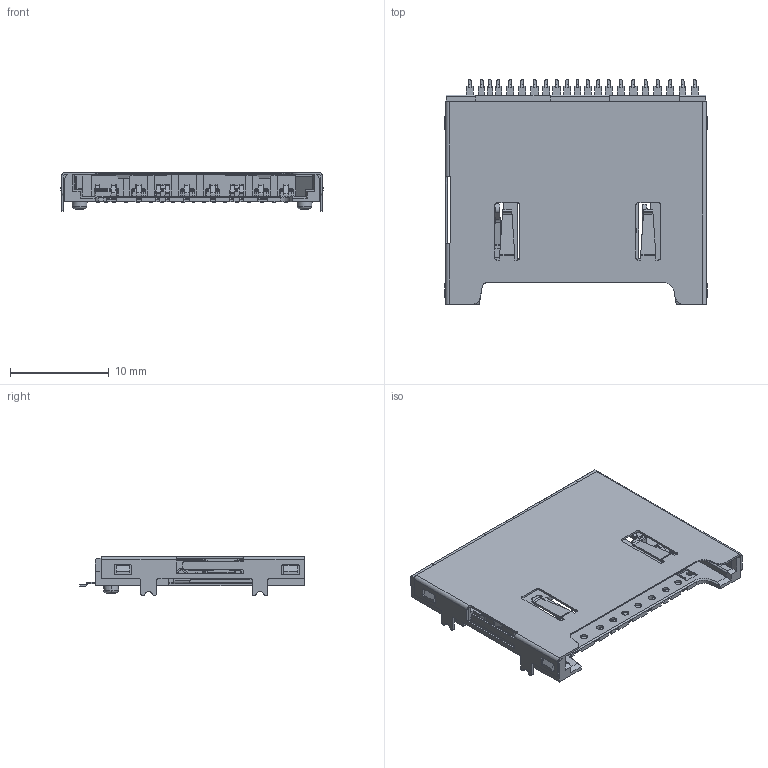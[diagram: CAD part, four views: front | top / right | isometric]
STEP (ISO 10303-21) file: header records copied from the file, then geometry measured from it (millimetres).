
FILE_DESCRIPTION((''),'2;1');
FILE_NAME('GSD21004X7THR','2023-11-13T18:53:21',('Joseph.Jiang'),(''),'CREO PARAMETRIC BY PTC INC, 2019344','CREO PARAMETRIC BY PTC INC, 2019344','');
FILE_SCHEMA(('CONFIG_CONTROL_DESIGN'));
Products named in the file (1): GSD21004X7THR
Bounding box: 26.65 x 22.8 x 3.95 mm (x, y, z)
Volume: 493.1 mm3; surface area: 2700.5 mm2
Topology: 1 solids, 1 shells, 1858 faces, 4938 edges, 3154 vertices
Faces by surface type: plane 1198, cylinder 560, bspline 59, sphere 32, torus 5, cone 4
Entity records: 61483 total; most frequent: CARTESIAN_POINT 15118, ORIENTED_EDGE 9812, DIRECTION 9262, EDGE_CURVE 4906, VECTOR 3690, LINE 3690, VERTEX_POINT 3154, AXIS2_PLACEMENT_3D 2786
